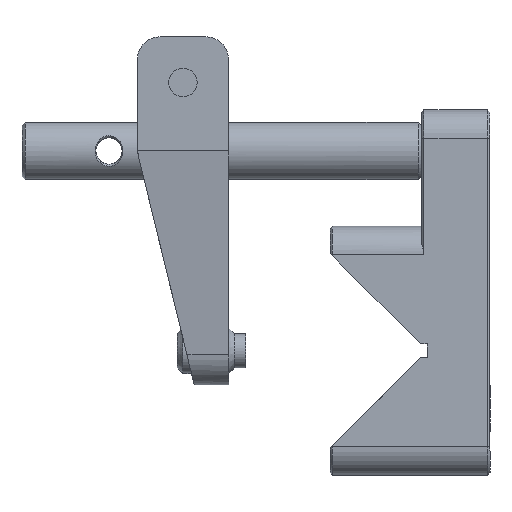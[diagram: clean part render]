
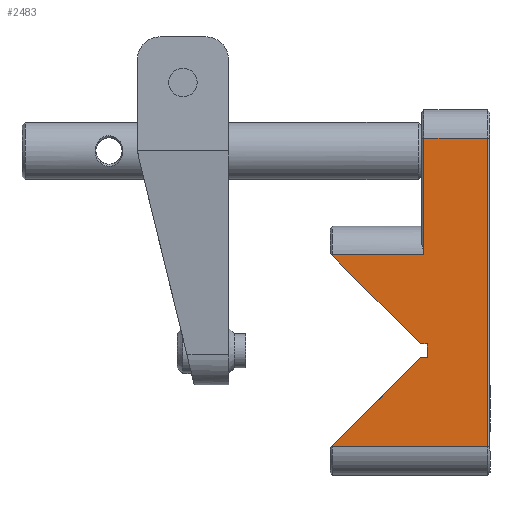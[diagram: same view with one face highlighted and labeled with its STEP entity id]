
A CAD part, left-side view. The second image highlights one B-rep face of the part: STEP entity #2483.
In plain terms, the highlighted planar face has unit normal (-1, 0, 0).
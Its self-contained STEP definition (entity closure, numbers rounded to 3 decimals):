
#215 = ORIENTED_EDGE ( 'NONE', *, *, #442, .T. ) ;
#221 = CARTESIAN_POINT ( 'NONE',  ( -29.556, 0.889, 8.941 ) ) ;
#335 = VECTOR ( 'NONE', #2352, 1000. ) ;
#354 = VERTEX_POINT ( 'NONE', #8528 ) ;
#442 = EDGE_CURVE ( 'NONE', #6373, #6201, #3862, .T. ) ;
#584 = CARTESIAN_POINT ( 'NONE',  ( -29.556, 0.888, -7.702 ) ) ;
#628 = VECTOR ( 'NONE', #6319, 1000. ) ;
#896 = CARTESIAN_POINT ( 'NONE',  ( -29.556, -4.91, 9.004 ) ) ;
#930 = VECTOR ( 'NONE', #4915, 1000. ) ;
#941 = VERTEX_POINT ( 'NONE', #5827 ) ;
#1064 = EDGE_CURVE ( 'NONE', #6201, #3808, #7949, .T. ) ;
#1117 = EDGE_CURVE ( 'NONE', #3949, #5935, #3574, .T. ) ;
#1125 = CARTESIAN_POINT ( 'NONE',  ( -29.556, -7.418, 1.204 ) ) ;
#1136 = VERTEX_POINT ( 'NONE', #7408 ) ;
#1206 = CARTESIAN_POINT ( 'NONE',  ( -29.556, -12.71, 19.204 ) ) ;
#1246 = EDGE_LOOP ( 'NONE', ( #8061, #5838, #3121, #2324, #6930, #6759, #6137, #7727, #7635, #5054, #215, #6018 ) ) ;
#1254 = LINE ( 'NONE', #1125, #5686 ) ;
#1289 = VECTOR ( 'NONE', #7862, 1000. ) ;
#1381 = VERTEX_POINT ( 'NONE', #4253 ) ;
#1587 = LINE ( 'NONE', #6021, #8262 ) ;
#1679 = DIRECTION ( 'NONE',  ( 0., 1., 0. ) ) ;
#1694 = DIRECTION ( 'NONE',  ( 0., 0., -1. ) ) ;
#1987 = CARTESIAN_POINT ( 'NONE',  ( -29.556, 0.89, 9.004 ) ) ;
#2044 = LINE ( 'NONE', #8557, #930 ) ;
#2278 = CARTESIAN_POINT ( 'NONE',  ( -29.556, -12.71, 21.704 ) ) ;
#2324 = ORIENTED_EDGE ( 'NONE', *, *, #6810, .T. ) ;
#2352 = DIRECTION ( 'NONE',  ( 0., 1., 0. ) ) ;
#2370 = EDGE_CURVE ( 'NONE', #7162, #7470, #7785, .T. ) ;
#2482 = DIRECTION ( 'NONE',  ( 0., -0.707, -0.707 ) ) ;
#2483 = ADVANCED_FACE ( 'NONE', ( #9052 ), #5290, .F. ) ;
#2909 = LINE ( 'NONE', #9020, #7908 ) ;
#2945 = CARTESIAN_POINT ( 'NONE',  ( -29.556, -7.418, 0.004 ) ) ;
#3121 = ORIENTED_EDGE ( 'NONE', *, *, #5734, .T. ) ;
#3154 = CARTESIAN_POINT ( 'NONE',  ( -29.556, 0.89, 8.973 ) ) ;
#3574 = LINE ( 'NONE', #896, #335 ) ;
#3634 = VECTOR ( 'NONE', #6524, 1000. ) ;
#3745 = CARTESIAN_POINT ( 'NONE',  ( -29.556, 0.89, -7.765 ) ) ;
#3808 = VERTEX_POINT ( 'NONE', #7845 ) ;
#3821 = CARTESIAN_POINT ( 'NONE',  ( -29.556, 0.89, 9.004 ) ) ;
#3862 = LINE ( 'NONE', #7226, #3634 ) ;
#3879 = CARTESIAN_POINT ( 'NONE',  ( -29.556, -7.11, 9.004 ) ) ;
#3949 = VERTEX_POINT ( 'NONE', #3879 ) ;
#3986 = DIRECTION ( 'NONE',  ( 0., 0., -1. ) ) ;
#4232 = VERTEX_POINT ( 'NONE', #2945 ) ;
#4253 = CARTESIAN_POINT ( 'NONE',  ( -29.556, -7.11, 19.204 ) ) ;
#4306 = CARTESIAN_POINT ( 'NONE',  ( -29.556, -4.91, -7.796 ) ) ;
#4349 = EDGE_CURVE ( 'NONE', #5935, #354, #6282, .T. ) ;
#4404 = CARTESIAN_POINT ( 'NONE',  ( -29.556, -12.71, -7.796 ) ) ;
#4427 = AXIS2_PLACEMENT_3D ( 'NONE', #5340, #4681, #1694 ) ;
#4491 = LINE ( 'NONE', #7463, #628 ) ;
#4681 = DIRECTION ( 'NONE',  ( 1., 0., 0. ) ) ;
#4915 = DIRECTION ( 'NONE',  ( 0., 1., 0. ) ) ;
#5054 = ORIENTED_EDGE ( 'NONE', *, *, #7695, .T. ) ;
#5290 = PLANE ( 'NONE',  #4427 ) ;
#5304 = CARTESIAN_POINT ( 'NONE',  ( -29.556, 0.888, 8.91 ) ) ;
#5340 = CARTESIAN_POINT ( 'NONE',  ( -29.556, -4.91, 21.704 ) ) ;
#5407 = VECTOR ( 'NONE', #5981, 1000. ) ;
#5593 = LINE ( 'NONE', #7756, #7518 ) ;
#5686 = VECTOR ( 'NONE', #3986, 1000. ) ;
#5734 = EDGE_CURVE ( 'NONE', #7470, #1381, #1587, .T. ) ;
#5827 = CARTESIAN_POINT ( 'NONE',  ( -29.556, -7.418, 1.204 ) ) ;
#5838 = ORIENTED_EDGE ( 'NONE', *, *, #2370, .T. ) ;
#5895 = CARTESIAN_POINT ( 'NONE',  ( -29.556, 0.89, -7.796 ) ) ;
#5935 = VERTEX_POINT ( 'NONE', #1987 ) ;
#5981 = DIRECTION ( 'NONE',  ( 0., 0., 1. ) ) ;
#6018 = ORIENTED_EDGE ( 'NONE', *, *, #1064, .T. ) ;
#6021 = CARTESIAN_POINT ( 'NONE',  ( -29.556, -4.91, 19.204 ) ) ;
#6122 = EDGE_CURVE ( 'NONE', #3808, #7162, #8228, .T. ) ;
#6137 = ORIENTED_EDGE ( 'NONE', *, *, #8362, .T. ) ;
#6201 = VERTEX_POINT ( 'NONE', #584 ) ;
#6282 = B_SPLINE_CURVE_WITH_KNOTS ( 'NONE', 3,
 ( #3821, #3154, #221, #5304 ),
 .UNSPECIFIED., .F., .F.,
 ( 4, 4 ),
 ( 0., 0. ),
 .UNSPECIFIED. ) ;
#6319 = DIRECTION ( 'NONE',  ( 0., -1., 0. ) ) ;
#6345 = DIRECTION ( 'NONE',  ( 0., 0., -1. ) ) ;
#6373 = VERTEX_POINT ( 'NONE', #8525 ) ;
#6524 = DIRECTION ( 'NONE',  ( 0., 0.707, -0.707 ) ) ;
#6759 = ORIENTED_EDGE ( 'NONE', *, *, #4349, .T. ) ;
#6810 = EDGE_CURVE ( 'NONE', #1381, #3949, #5593, .T. ) ;
#6930 = ORIENTED_EDGE ( 'NONE', *, *, #1117, .T. ) ;
#7162 = VERTEX_POINT ( 'NONE', #4404 ) ;
#7226 = CARTESIAN_POINT ( 'NONE',  ( -29.556, -16.714, 9.9 ) ) ;
#7283 = EDGE_CURVE ( 'NONE', #941, #4232, #1254, .T. ) ;
#7347 = CARTESIAN_POINT ( 'NONE',  ( -29.556, 0.889, -7.733 ) ) ;
#7408 = CARTESIAN_POINT ( 'NONE',  ( -29.556, -6.818, 1.204 ) ) ;
#7463 = CARTESIAN_POINT ( 'NONE',  ( -29.556, -7.418, 1.204 ) ) ;
#7470 = VERTEX_POINT ( 'NONE', #1206 ) ;
#7518 = VECTOR ( 'NONE', #6345, 1000. ) ;
#7635 = ORIENTED_EDGE ( 'NONE', *, *, #7283, .T. ) ;
#7695 = EDGE_CURVE ( 'NONE', #4232, #6373, #2044, .T. ) ;
#7727 = ORIENTED_EDGE ( 'NONE', *, *, #9345, .T. ) ;
#7756 = CARTESIAN_POINT ( 'NONE',  ( -29.556, -7.11, 21.704 ) ) ;
#7785 = LINE ( 'NONE', #2278, #5407 ) ;
#7845 = CARTESIAN_POINT ( 'NONE',  ( -29.556, 0.89, -7.796 ) ) ;
#7862 = DIRECTION ( 'NONE',  ( 0., -1., 0. ) ) ;
#7908 = VECTOR ( 'NONE', #2482, 1000. ) ;
#7949 = B_SPLINE_CURVE_WITH_KNOTS ( 'NONE', 3,
 ( #8881, #7347, #3745, #5895 ),
 .UNSPECIFIED., .F., .F.,
 ( 4, 4 ),
 ( 0., 0. ),
 .UNSPECIFIED. ) ;
#8061 = ORIENTED_EDGE ( 'NONE', *, *, #6122, .T. ) ;
#8228 = LINE ( 'NONE', #4306, #1289 ) ;
#8262 = VECTOR ( 'NONE', #1679, 1000. ) ;
#8362 = EDGE_CURVE ( 'NONE', #354, #1136, #2909, .T. ) ;
#8525 = CARTESIAN_POINT ( 'NONE',  ( -29.556, -6.818, 0.004 ) ) ;
#8528 = CARTESIAN_POINT ( 'NONE',  ( -29.556, 0.888, 8.91 ) ) ;
#8557 = CARTESIAN_POINT ( 'NONE',  ( -29.556, -7.418, 0.004 ) ) ;
#8881 = CARTESIAN_POINT ( 'NONE',  ( -29.556, 0.888, -7.702 ) ) ;
#9020 = CARTESIAN_POINT ( 'NONE',  ( -29.556, 4.386, 12.408 ) ) ;
#9052 = FACE_OUTER_BOUND ( 'NONE', #1246, .T. ) ;
#9345 = EDGE_CURVE ( 'NONE', #1136, #941, #4491, .T. ) ;
